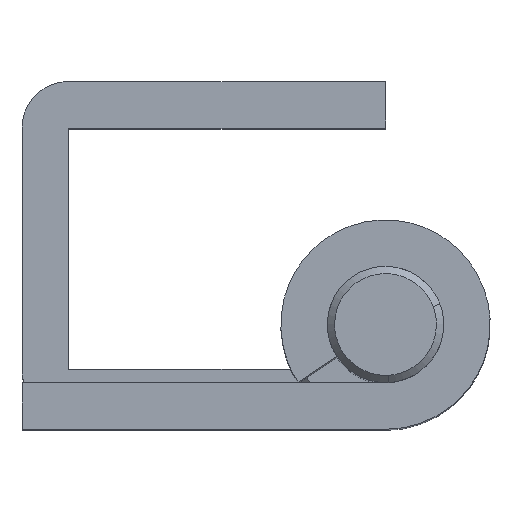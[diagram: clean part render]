
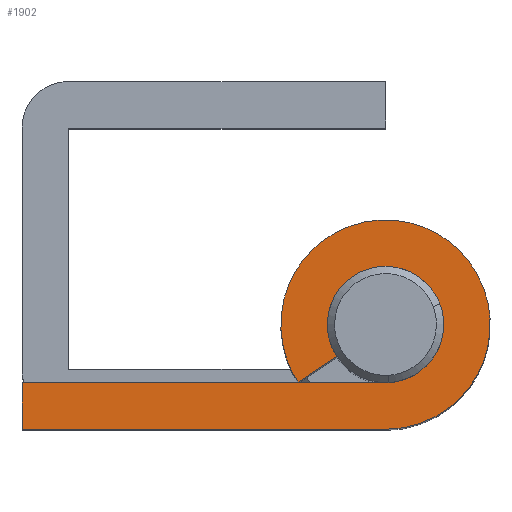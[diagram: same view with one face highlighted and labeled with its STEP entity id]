
A CAD part, top view. The second image highlights one B-rep face of the part: STEP entity #1902.
In plain terms, the highlighted free-form (B-spline) face has degree [1, 1] with [2, 2] control points.
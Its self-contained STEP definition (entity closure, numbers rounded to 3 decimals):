
#1825=CARTESIAN_POINT('',(-26.608,7.915,95.0));
#1826=CARTESIAN_POINT('',(8.807,7.915,95.0));
#1827=CARTESIAN_POINT('',(-26.608,-7.919,95.0));
#1828=CARTESIAN_POINT('',(8.807,-7.919,95.0));
#1829=B_SPLINE_SURFACE_WITH_KNOTS('',1,1,((#1825,#1827),(#1826,#1828)),.UNSPECIFIED.,.F.,.F.,.U.,(2,2),(2,2),(0.0,35.415),(0.0,15.834),.UNSPECIFIED.);
#1830=CARTESIAN_POINT('',(0.016,-7.2,95.0));
#1831=VERTEX_POINT('',#1830);
#1832=CARTESIAN_POINT('',(-25.0,-7.2,95.0));
#1833=VERTEX_POINT('',#1832);
#1834=CARTESIAN_POINT('',(0.016,-7.2,95.0));
#1835=CARTESIAN_POINT('',(-25.0,-7.2,95.0));
#1836=QUASI_UNIFORM_CURVE('',1,(#1834,#1835),.UNSPECIFIED.,.F.,.U.);
#1837=EDGE_CURVE('',#1831,#1833,#1836,.T.);
#1838=ORIENTED_EDGE('',*,*,#1837,.F.);
#1839=CARTESIAN_POINT('',(-6.02,-3.95,95.0));
#1840=VERTEX_POINT('',#1839);
#1841=CARTESIAN_POINT('',(0.016,-7.2,95.0));
#1842=CARTESIAN_POINT('',(5.62,-7.187,95.0));
#1843=CARTESIAN_POINT('',(6.984,-1.752,95.0));
#1844=CARTESIAN_POINT('',(8.347,3.683,95.0));
#1845=CARTESIAN_POINT('',(3.413,6.339,95.0));
#1846=CARTESIAN_POINT('',(-1.52,8.996,95.0));
#1847=CARTESIAN_POINT('',(-5.307,4.866,95.0));
#1848=CARTESIAN_POINT('',(-9.094,0.735,95.0));
#1849=CARTESIAN_POINT('',(-6.02,-3.95,95.0));
#1857=(BOUNDED_CURVE()B_SPLINE_CURVE(2,(#1841,#1842,#1843,#1844,#1845,#1846,#1847,#1848,#1849),.UNSPECIFIED.,.F.,.U.)B_SPLINE_CURVE_WITH_KNOTS((3,2,2,2,3),(0.0,0.25,0.5,0.75,1.0),.UNSPECIFIED.)CURVE()GEOMETRIC_REPRESENTATION_ITEM()RATIONAL_B_SPLINE_CURVE((1.0,0.789,1.0,0.789,1.0,0.789,1.0,0.789,1.0))REPRESENTATION_ITEM(''));
#1858=EDGE_CURVE('',#1831,#1840,#1857,.T.);
#1859=ORIENTED_EDGE('',*,*,#1858,.T.);
#1860=CARTESIAN_POINT('',(-3.344,-2.194,95.0));
#1861=VERTEX_POINT('',#1860);
#1862=CARTESIAN_POINT('',(-3.344,-2.194,95.0));
#1863=CARTESIAN_POINT('',(-6.02,-3.95,95.0));
#1864=QUASI_UNIFORM_CURVE('',1,(#1862,#1863),.UNSPECIFIED.,.F.,.U.);
#1865=EDGE_CURVE('',#1861,#1840,#1864,.T.);
#1866=ORIENTED_EDGE('',*,*,#1865,.F.);
#1867=CARTESIAN_POINT('',(0.,-4.0,95.0));
#1868=VERTEX_POINT('',#1867);
#1869=CARTESIAN_POINT('',(0.0,-4.0,95.0));
#1870=CARTESIAN_POINT('',(3.115,-4.,95.));
#1871=CARTESIAN_POINT('',(3.878,-0.98,95.0));
#1872=CARTESIAN_POINT('',(4.641,2.04,95.));
#1873=CARTESIAN_POINT('',(1.9,3.52,95.0));
#1874=CARTESIAN_POINT('',(-0.841,5.,95.));
#1875=CARTESIAN_POINT('',(-2.947,2.705,95.0));
#1876=CARTESIAN_POINT('',(-5.053,0.41,95.));
#1877=CARTESIAN_POINT('',(-3.344,-2.194,95.0));
#1885=(BOUNDED_CURVE()B_SPLINE_CURVE(2,(#1869,#1870,#1871,#1872,#1873,#1874,#1875,#1876,#1877),.UNSPECIFIED.,.F.,.U.)B_SPLINE_CURVE_WITH_KNOTS((3,2,2,2,3),(0.0,0.25,0.5,0.75,1.0),.UNSPECIFIED.)CURVE()GEOMETRIC_REPRESENTATION_ITEM()RATIONAL_B_SPLINE_CURVE((1.0,0.789,1.0,0.789,1.0,0.789,1.0,0.789,1.0))REPRESENTATION_ITEM(''));
#1886=EDGE_CURVE('',#1868,#1861,#1885,.T.);
#1887=ORIENTED_EDGE('',*,*,#1886,.F.);
#1888=CARTESIAN_POINT('',(-25.0,-4.0,95.0));
#1889=VERTEX_POINT('',#1888);
#1890=CARTESIAN_POINT('',(-25.0,-4.0,95.0));
#1891=CARTESIAN_POINT('',(0.,-4.0,95.0));
#1892=QUASI_UNIFORM_CURVE('',1,(#1890,#1891),.UNSPECIFIED.,.F.,.U.);
#1893=EDGE_CURVE('',#1889,#1868,#1892,.T.);
#1894=ORIENTED_EDGE('',*,*,#1893,.F.);
#1895=CARTESIAN_POINT('',(-25.0,-7.2,95.0));
#1896=CARTESIAN_POINT('',(-25.0,-4.0,95.0));
#1897=QUASI_UNIFORM_CURVE('',1,(#1895,#1896),.UNSPECIFIED.,.F.,.U.);
#1898=EDGE_CURVE('',#1833,#1889,#1897,.T.);
#1899=ORIENTED_EDGE('',*,*,#1898,.F.);
#1900=EDGE_LOOP('',(#1838,#1859,#1866,#1887,#1894,#1899));
#1901=FACE_OUTER_BOUND('',#1900,.T.);
#1902=ADVANCED_FACE('',(#1901),#1829,.F.);
